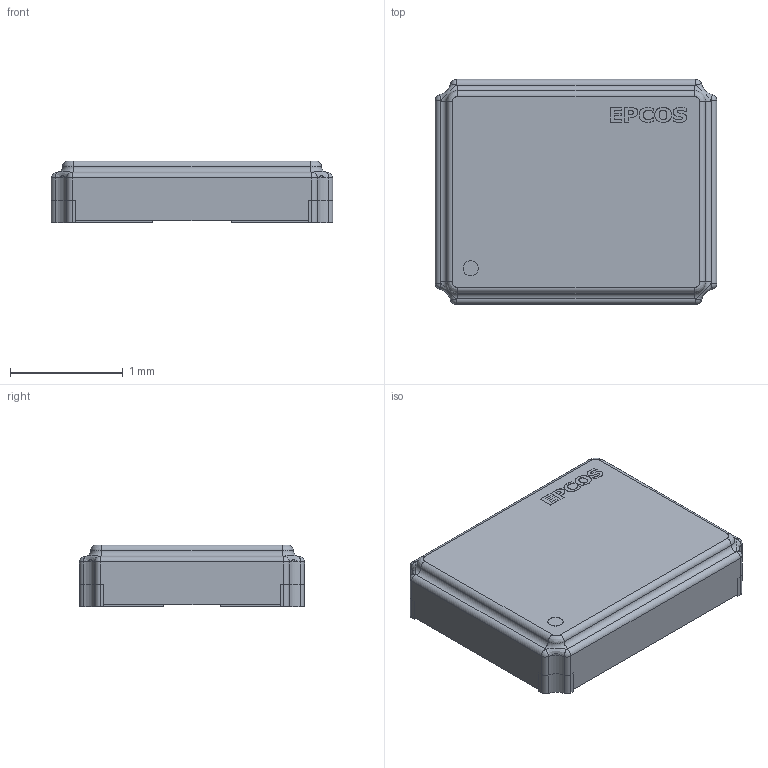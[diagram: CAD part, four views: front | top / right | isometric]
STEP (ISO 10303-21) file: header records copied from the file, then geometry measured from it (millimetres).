
FILE_DESCRIPTION(/* description */ (''),/* implementation_level */ '2;1');
FILE_NAME(/* name */ '1.stp',/* time_stamp */ '2020-06-15T14:30:03+02:00',/* author */ ('Karem'),/* organization */ (''),/* preprocessor_version */ 'ST-DEVELOPER v15.6',/* originating_system */ 'Autodesk Inventor 2015',/* authorisation */ '');
FILE_SCHEMA (('AUTOMOTIVE_DESIGN { 1 0 10303 214 3 1 1 }'));
Products named in the file (6): 1; 3; 4; 5; 10
Bounding box: 2.5 x 2 x 0.55 mm (x, y, z)
Volume: 2.6 mm3; surface area: 40.7 mm2
Topology: 13 solids, 13 shells, 249 faces, 637 edges, 414 vertices
Faces by surface type: plane 112, bspline 60, cylinder 57, torus 12, sphere 8
Full cylindrical faces by diameter (mm): 0.135 x1
Entity records: 8226 total; most frequent: CARTESIAN_POINT 2286, ORIENTED_EDGE 1272, DIRECTION 1094, EDGE_CURVE 636, VERTEX_POINT 414, AXIS2_PLACEMENT_3D 370, LINE 354, VECTOR 354
